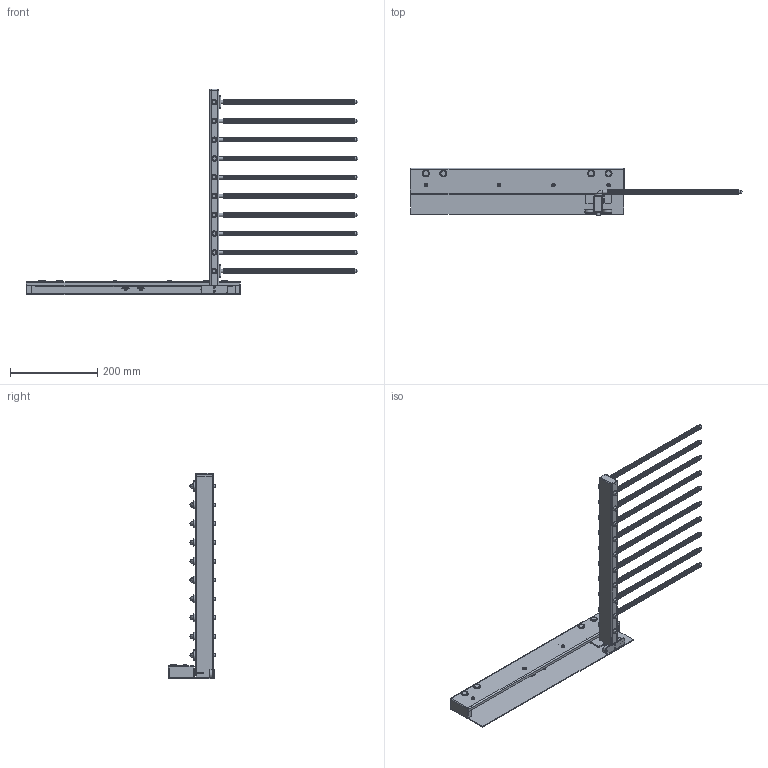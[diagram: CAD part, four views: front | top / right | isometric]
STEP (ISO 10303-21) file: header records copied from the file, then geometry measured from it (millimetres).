
FILE_DESCRIPTION((''),'2;1');
FILE_NAME('08_39010014_abierto.stp','2021-07-19T10:53:43',('rguerrero'),(''),'Autodesk Inventor 2010','Autodesk Inventor 2010','');
FILE_SCHEMA(('AUTOMOTIVE_DESIGN { 1 0 10303 214 1 1 1 1 }'));
Length unit declared in the file: millimetre
Products named in the file (16): PANTALONERO EXTRAIBLE A; BRAZO ; 35x10 SLIDE mod2; 35x10 CABINET MEMBER; 35x10 DRAWER MEMBER mod2; SOPORTE GUIA; ARANDELA; VARILLA; TOPE BRAZO FIJO; ISO 7045 H M4 x 6 - 4.8 - H; ISO 4762 M4 x 6; TAPA PUNTAS; tubo antideslizante 300; TACO; PATIN  PANTALONERO; TACO 2
Assembly tree (51 placements, depth 3):
  PANTALONERO EXTRAIBLE A
    BRAZO 
    35x10 SLIDE mod2
      35x10 CABINET MEMBER
      35x10 DRAWER MEMBER mod2
    SOPORTE GUIA
    ARANDELA  x10
    VARILLA  x10
    TOPE BRAZO FIJO  x2
    ISO 7045 H M4 x 6 - 4.8 - H  x4
    ISO 4762 M4 x 6  x2
    TAPA PUNTAS  x4
    tubo antideslizante 300  x10
    TACO  x2
    PATIN  PANTALONERO
    TACO 2
Bounding box: 760.12 x 109 x 470.5 mm (x, y, z)
Volume: 605679.8 mm3; surface area: 695491.2 mm2
Topology: 50 solids, 50 shells, 1255 faces, 3379 edges, 2230 vertices
Faces by surface type: plane 740, cylinder 377, cone 56, torus 40, bspline 28, sphere 14
Full cylindrical faces by diameter (mm): 3.621 x4, 3.9 x2, 4 x6, 4.2 x4, 5.1 x4, 5.4 x4, 7 x8, 7.5 x2, 8 x40, 11.5 x4, 12.4 x20, 13.5 x10, 18 x10, 19 x2
Entity records: 13986 total; most frequent: CARTESIAN_POINT 3004, DIRECTION 2257, ORIENTED_EDGE 1994, EDGE_CURVE 997, AXIS2_PLACEMENT_3D 842, VERTEX_POINT 710, EDGE_LOOP 615, VECTOR 573
